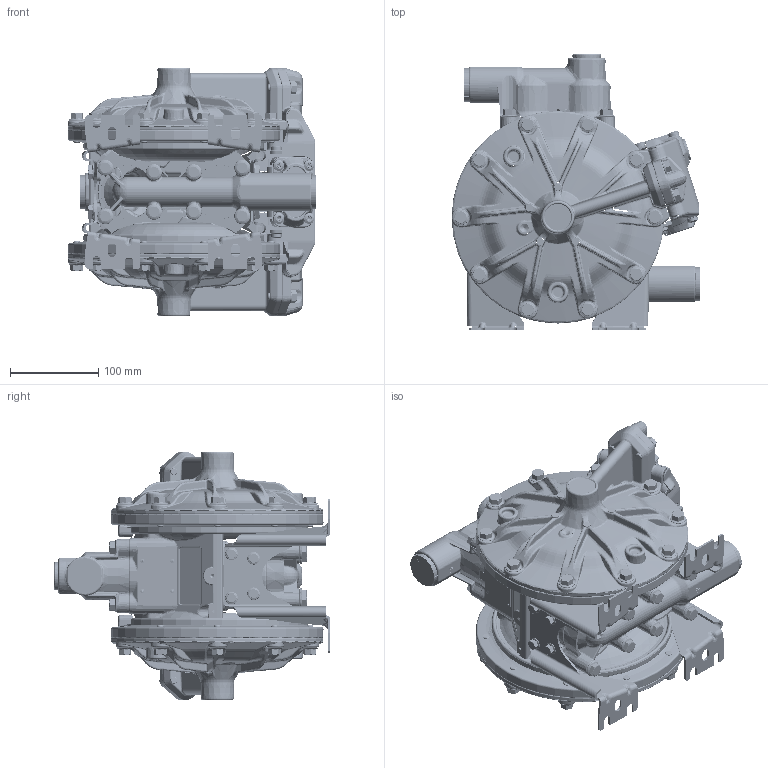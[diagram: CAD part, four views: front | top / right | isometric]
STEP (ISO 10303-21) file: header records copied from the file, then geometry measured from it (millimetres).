
FILE_DESCRIPTION (( 'STEP AP214' ), '1' );
FILE_NAME ('DP200-Aluminio.STEP', '2017-05-10T12:03:45', ( '' ), ( '' ), 'SwSTEP 2.0', 'SolidWorks 2017', '' );
FILE_SCHEMA (( 'AUTOMOTIVE_DESIGN' ));
Length unit declared in the file: millimetre
Products named in the file (1): DP200-Aluminio
Bounding box: 281.42 x 312.63 x 281 mm (x, y, z)
Surface area: 569019 mm2 (no closed solid volume)
Topology: 0 solids, 142 shells, 5882 faces, 16662 edges, 10364 vertices
Faces by surface type: bspline 2304, plane 1031, cylinder 926, cone 814, torus 593, sphere 214
Entity records: 336810 total; most frequent: CARTESIAN_POINT 143196, ORIENTED_EDGE 28685, DIRECTION 22809, EDGE_CURVE 16469, VERTEX_POINT 10359, AXIS2_PLACEMENT_3D 9647, EDGE_LOOP 6119, CIRCLE 6068
